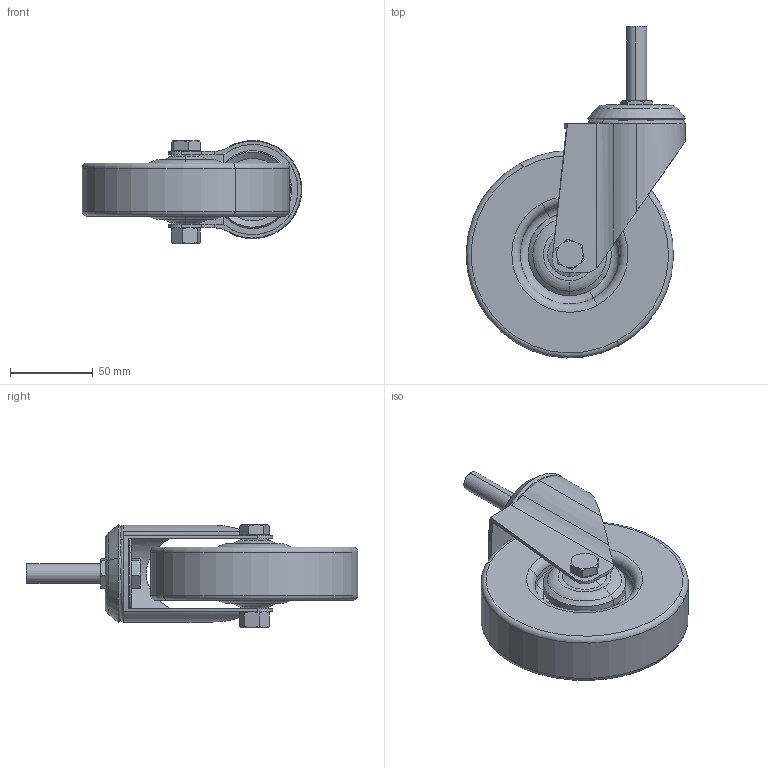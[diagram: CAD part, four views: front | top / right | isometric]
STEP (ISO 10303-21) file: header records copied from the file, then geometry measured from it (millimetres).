
FILE_DESCRIPTION (( 'STEP AP214' ), '1' );
FILE_NAME ('A325 Êîëåñî áåç òîðìîçà O125 Ì12õ45.STEP', '2019-05-24T09:16:47', ( 'Ïîëüçîâàòåëü Windows' ), ( '' ), 'SwSTEP 2.0', 'SolidWorks 2018', '' );
FILE_SCHEMA (( 'AUTOMOTIVE_DESIGN' ));
Length unit declared in the file: millimetre
Products named in the file (9): hex nut gradec_din_Hexagon Nut ISO 4034 - M10 - S; A325 Êîëåñî áåç òîðìîçà O125 Ì12õ45; Êðûøêà_00; 瓔螵00; 昢膼瘔膻嬅00; hex bolt gradeab_din_DIN EN 24014 - M10 x 55 x 26-N; ﾇ瓊頸濱00; 鍔錓_00; 扻錼勷_00
Assembly tree (9 placements, depth 2):
  A325 Êîëåñî áåç òîðìîçà O125 Ì12õ45
    昢膼瘔膻嬅00
    鍔錓_00
    瓔螵00
    Êðûøêà_00
    扻錼勷_00
    ﾇ瓊頸濱00  x2
    hex bolt gradeab_din_DIN EN 24014 - M10 x 55 x 26-N
    hex nut gradec_din_Hexagon Nut ISO 4034 - M10 - S
Bounding box: 132.4 x 200.1 x 62.09 mm (x, y, z)
Volume: 384685.7 mm3; surface area: 95685.9 mm2
Topology: 9 solids, 9 shells, 266 faces, 587 edges, 348 vertices
Faces by surface type: cone 96, plane 67, cylinder 62, torus 36, bspline 5
Entity records: 7770 total; most frequent: CARTESIAN_POINT 1862, DIRECTION 1202, ORIENTED_EDGE 1086, EDGE_CURVE 543, AXIS2_PLACEMENT_3D 504, VERTEX_POINT 322, EDGE_LOOP 267, CIRCLE 253
